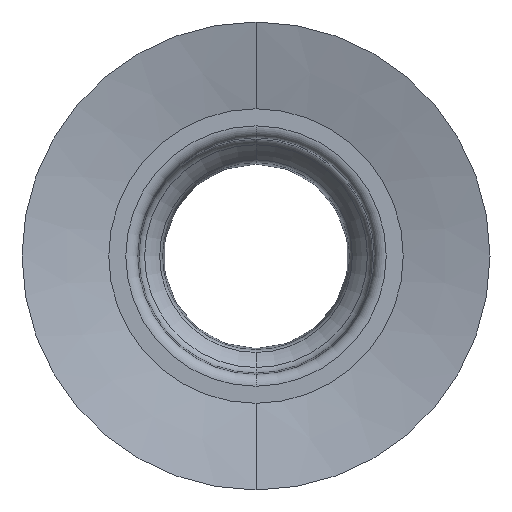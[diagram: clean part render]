
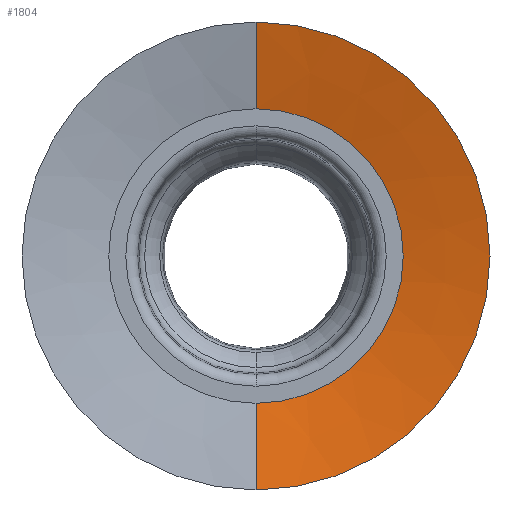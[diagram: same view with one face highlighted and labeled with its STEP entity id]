
A CAD part, top view. The second image highlights one B-rep face of the part: STEP entity #1804.
In plain terms, the highlighted conical face has half-angle 76.354 degrees and reference radius 4.888 mm.
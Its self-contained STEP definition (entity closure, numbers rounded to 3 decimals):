
#33=CARTESIAN_POINT('',(0.,0.,-0.54));
#34=DIRECTION('',(0.,0.,1.));
#35=DIRECTION('',(0.,-1.,0.));
#36=AXIS2_PLACEMENT_3D('',#33,#34,#35);
#716=CARTESIAN_POINT('',(0.,0.,0.));
#717=DIRECTION('',(0.,0.,1.));
#718=DIRECTION('',(0.,-1.,0.));
#719=AXIS2_PLACEMENT_3D('',#716,#717,#718);
#724=CARTESIAN_POINT('',(0.,0.,0.));
#725=DIRECTION('',(0.,0.,1.));
#726=DIRECTION('',(1.,0.,0.));
#727=AXIS2_PLACEMENT_3D('',#724,#725,#726);
#748=DIRECTION('',(0.,0.972,0.236));
#749=VECTOR('',#748,2.289);
#750=CARTESIAN_POINT('',(0.,3.776,-0.54));
#751=LINE('',#750,#749);
#755=DIRECTION('',(0.,-0.972,0.236));
#756=VECTOR('',#755,2.289);
#757=CARTESIAN_POINT('',(0.,-3.776,-0.54));
#758=LINE('',#757,#756);
#1121=CARTESIAN_POINT('',(0.,-3.776,-0.54));
#1122=CARTESIAN_POINT('',(0.,3.776,-0.54));
#1123=VERTEX_POINT('',#1121);
#1124=VERTEX_POINT('',#1122);
#1125=CARTESIAN_POINT('',(0.,-6.,0.));
#1126=CARTESIAN_POINT('',(6.,0.,
0.));
#1127=VERTEX_POINT('',#1125);
#1128=VERTEX_POINT('',#1126);
#1129=CARTESIAN_POINT('',(0.,6.,0.));
#1130=VERTEX_POINT('',#1129);
#1790=CARTESIAN_POINT('',(0.,0.,-0.27));
#1791=DIRECTION('',(0.,0.,1.));
#1792=DIRECTION('',(0.,-1.,0.));
#1793=AXIS2_PLACEMENT_3D('',#1790,#1791,#1792);
#1794=CONICAL_SURFACE('',#1793,4.888,76.354);
#1795=ORIENTED_EDGE('',*,*,#1426,.F.);
#1797=ORIENTED_EDGE('',*,*,#1796,.F.);
#1798=ORIENTED_EDGE('',*,*,#1174,.T.);
#1800=ORIENTED_EDGE('',*,*,#1799,.T.);
#1801=ORIENTED_EDGE('',*,*,#1623,.F.);
#1802=EDGE_LOOP('',(#1795,#1797,#1798,#1800,#1801));
#1803=FACE_OUTER_BOUND('',#1802,.F.);
#37=CIRCLE('',#36,3.776);
#720=CIRCLE('',#719,6.);
#728=CIRCLE('',#727,6.);
#1174=EDGE_CURVE('',#1123,#1124,#37,.T.);
#1426=EDGE_CURVE('',#1127,#1128,#720,.T.);
#1623=EDGE_CURVE('',#1128,#1130,#728,.T.);
#1796=EDGE_CURVE('',#1123,#1127,#758,.T.);
#1799=EDGE_CURVE('',#1124,#1130,#751,.T.);
#1804=ADVANCED_FACE('',(#1803),#1794,.F.);
